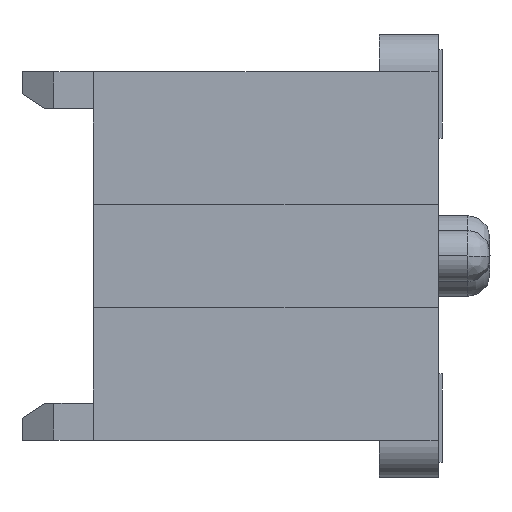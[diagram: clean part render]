
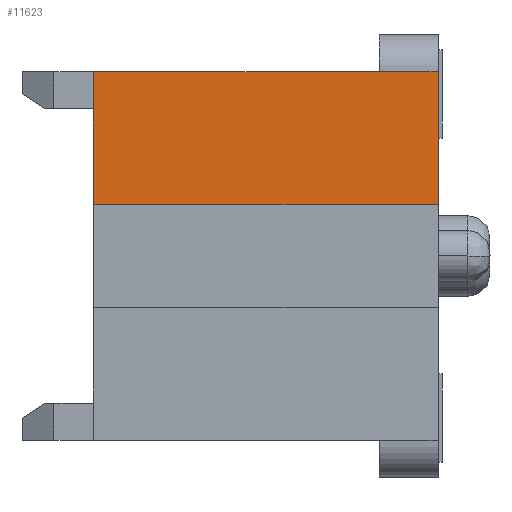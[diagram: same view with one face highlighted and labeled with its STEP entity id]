
A CAD part, left-side view. The second image highlights one B-rep face of the part: STEP entity #11623.
In plain terms, the highlighted planar face has unit normal (-1, 0, 0).
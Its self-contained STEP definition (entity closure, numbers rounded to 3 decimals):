
#64=DIRECTION('',(0.,0.,1.));
#65=VECTOR('',#64,1.8);
#66=CARTESIAN_POINT('',(-14.9,0.,0.7));
#67=LINE('7299',#66,#65);
#99=DIRECTION('',(0.,1.,0.));
#100=VECTOR('',#99,0.2);
#101=CARTESIAN_POINT('',(-14.9,0.,2.5));
#102=LINE('7317',#101,#100);
#103=DIRECTION('',(0.,1.,0.));
#104=VECTOR('',#103,0.6);
#105=CARTESIAN_POINT('',(-14.9,0.2,2.5));
#106=LINE('7318',#105,#104);
#107=DIRECTION('',(0.,1.,0.));
#108=VECTOR('',#107,4.68);
#109=CARTESIAN_POINT('',(-14.9,0.,0.7));
#110=LINE('7320',#109,#108);
#111=DIRECTION('',(0.,-1.,0.));
#112=VECTOR('',#111,3.88);
#113=CARTESIAN_POINT('',(-14.9,4.68,2.5));
#114=LINE('7322',#113,#112);
#5243=DIRECTION('',(0.,0.,-1.));
#5244=VECTOR('',#5243,1.8);
#5245=CARTESIAN_POINT('',(-14.9,4.68,2.5));
#5246=LINE('7321',#5245,#5244);
#8693=CARTESIAN_POINT('',(-14.9,0.,0.7));
#8694=VERTEX_POINT('',#8693);
#8695=CARTESIAN_POINT('',(-14.9,0.,2.5));
#8696=VERTEX_POINT('',#8695);
#8727=CARTESIAN_POINT('',(-14.9,0.2,2.5));
#8728=VERTEX_POINT('',#8727);
#8729=CARTESIAN_POINT('',(-14.9,0.8,2.5));
#8730=VERTEX_POINT('',#8729);
#8731=CARTESIAN_POINT('',(-14.9,4.68,0.7));
#8732=VERTEX_POINT('',#8731);
#8733=CARTESIAN_POINT('',(-14.9,4.68,2.5));
#8734=VERTEX_POINT('',#8733);
#11607=CARTESIAN_POINT('',(-14.9,2.44,1.6));
#11608=DIRECTION('',(1.,0.,0.));
#11609=DIRECTION('',(0.,0.,1.));
#11610=AXIS2_PLACEMENT_3D('',#11607,#11608,#11609);
#11611=PLANE('9452',#11610);
#11612=ORIENTED_EDGE('7318',*,*,#11600,.F.);
#11613=ORIENTED_EDGE('7317',*,*,#11598,.F.);
#11614=ORIENTED_EDGE('7299',*,*,#11562,.F.);
#11616=ORIENTED_EDGE('7320',*,*,#11615,.T.);
#11618=ORIENTED_EDGE('7321',*,*,#11617,.F.);
#11620=ORIENTED_EDGE('7322',*,*,#11619,.T.);
#11621=EDGE_LOOP('9452',(#11612,#11613,#11614,#11616,#11618,#11620));
#11622=FACE_OUTER_BOUND('9452',#11621,.F.);
#11623=ADVANCED_FACE('9452',(#11622),#11611,.F.);
#11562=EDGE_CURVE('7299',#8694,#8696,#67,.T.);
#11598=EDGE_CURVE('7317',#8696,#8728,#102,.T.);
#11600=EDGE_CURVE('7318',#8728,#8730,#106,.T.);
#11615=EDGE_CURVE('7320',#8694,#8732,#110,.T.);
#11617=EDGE_CURVE('7321',#8734,#8732,#5246,.T.);
#11619=EDGE_CURVE('7322',#8734,#8730,#114,.T.);
